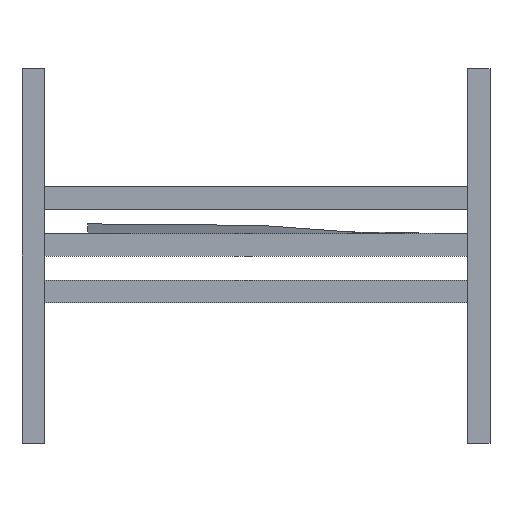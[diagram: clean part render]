
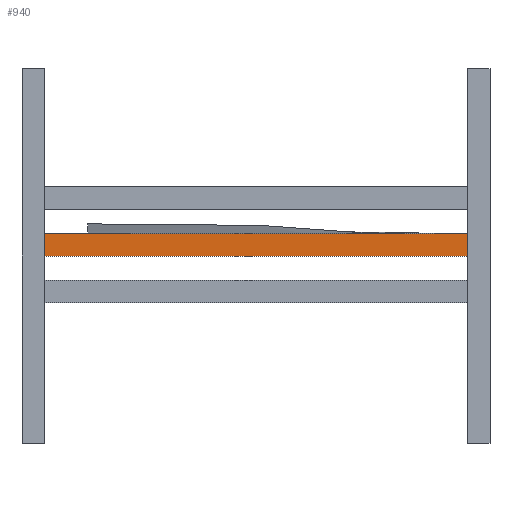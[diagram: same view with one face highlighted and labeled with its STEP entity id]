
A CAD part, front view. The second image highlights one B-rep face of the part: STEP entity #940.
In plain terms, the highlighted planar face has unit normal (0, -1, 0).
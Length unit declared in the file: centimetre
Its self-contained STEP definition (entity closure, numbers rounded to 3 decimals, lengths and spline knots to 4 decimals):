
#105=FACE_OUTER_BOUND('',#161,.T.);
#161=EDGE_LOOP('',(#668,#669,#670,#671));
#224=LINE('',#1379,#339);
#225=LINE('',#1381,#340);
#226=LINE('',#1383,#341);
#227=LINE('',#1384,#342);
#339=VECTOR('',#1108,1.);
#340=VECTOR('',#1109,1.);
#341=VECTOR('',#1110,1.);
#342=VECTOR('',#1111,1.);
#450=VERTEX_POINT('',#1377);
#451=VERTEX_POINT('',#1378);
#452=VERTEX_POINT('',#1380);
#453=VERTEX_POINT('',#1382);
#536=EDGE_CURVE('',#450,#451,#224,.T.);
#537=EDGE_CURVE('',#451,#452,#225,.T.);
#538=EDGE_CURVE('',#452,#453,#226,.T.);
#539=EDGE_CURVE('',#453,#450,#227,.T.);
#668=ORIENTED_EDGE('',*,*,#536,.T.);
#669=ORIENTED_EDGE('',*,*,#537,.T.);
#670=ORIENTED_EDGE('',*,*,#538,.T.);
#671=ORIENTED_EDGE('',*,*,#539,.T.);
#886=PLANE('',#1007);
#940=ADVANCED_FACE('',(#105),#886,.T.);
#1007=AXIS2_PLACEMENT_3D('',#1376,#1106,#1107);
#1106=DIRECTION('center_axis',(0.,-1.,0.));
#1107=DIRECTION('ref_axis',(0.,0.,1.));
#1108=DIRECTION('',(-1.,0.,0.));
#1109=DIRECTION('',(0.,0.,-1.));
#1110=DIRECTION('',(1.,0.,0.));
#1111=DIRECTION('',(0.,0.,1.));
#1376=CARTESIAN_POINT('Origin',(-62.5,-4.,-3.));
#1377=CARTESIAN_POINT('',(0.,-4.,0.));
#1378=CARTESIAN_POINT('',(-125.,-4.,0.));
#1379=CARTESIAN_POINT('',(-62.5,-4.,0.));
#1380=CARTESIAN_POINT('',(-125.,-4.,-6.));
#1381=CARTESIAN_POINT('',(-125.,-4.,-3.));
#1382=CARTESIAN_POINT('',(0.,-4.,-6.));
#1383=CARTESIAN_POINT('',(-62.5,-4.,-6.));
#1384=CARTESIAN_POINT('',(0.,-4.,-3.));
